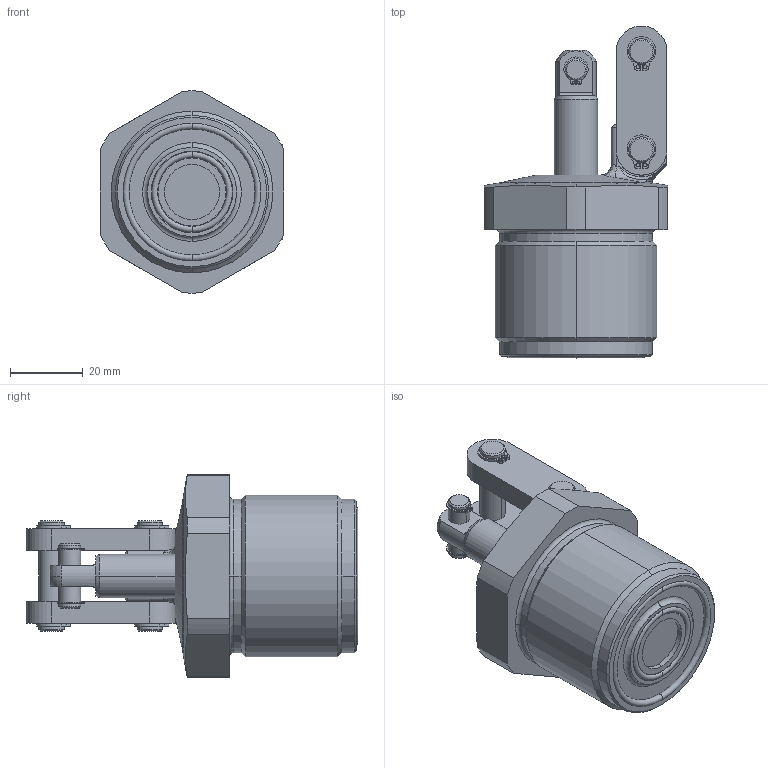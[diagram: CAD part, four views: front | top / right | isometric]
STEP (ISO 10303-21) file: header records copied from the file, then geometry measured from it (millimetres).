
FILE_DESCRIPTION((''),'2;1');
FILE_NAME('ILC16421500','2020-07-09T',('athomsen'),(''),'PRO/ENGINEER BY PARAMETRIC TECHNOLOGY CORPORATION, 2013320','PRO/ENGINEER BY PARAMETRIC TECHNOLOGY CORPORATION, 2013320','');
FILE_SCHEMA(('AUTOMOTIVE_DESIGN { 1 0 10303 214 1 1 1 1 }'));
Length unit declared in the file: inch
Products named in the file (3): ILC164215_0_BODY; ILC16321500_LUG; ILC16421500
Assembly tree (2 placements, depth 2):
  ILC16421500
    ILC164215_0_BODY
    ILC16321500_LUG
Bounding box: 50.5 x 91.22 x 55.58 mm (x, y, z)
Volume: 95186.2 mm3; surface area: 22163 mm2
Topology: 2 solids, 2 shells, 281 faces, 711 edges, 454 vertices
Faces by surface type: cylinder 132, plane 94, cone 27, torus 18, bspline 6, sphere 4
Entity records: 11398 total; most frequent: CARTESIAN_POINT 2068, DIRECTION 1576, ORIENTED_EDGE 1422, PRESENTATION_STYLE_ASSIGNMENT 713, STYLED_ITEM 713, CURVE_STYLE 711, EDGE_CURVE 711, AXIS2_PLACEMENT_3D 640
